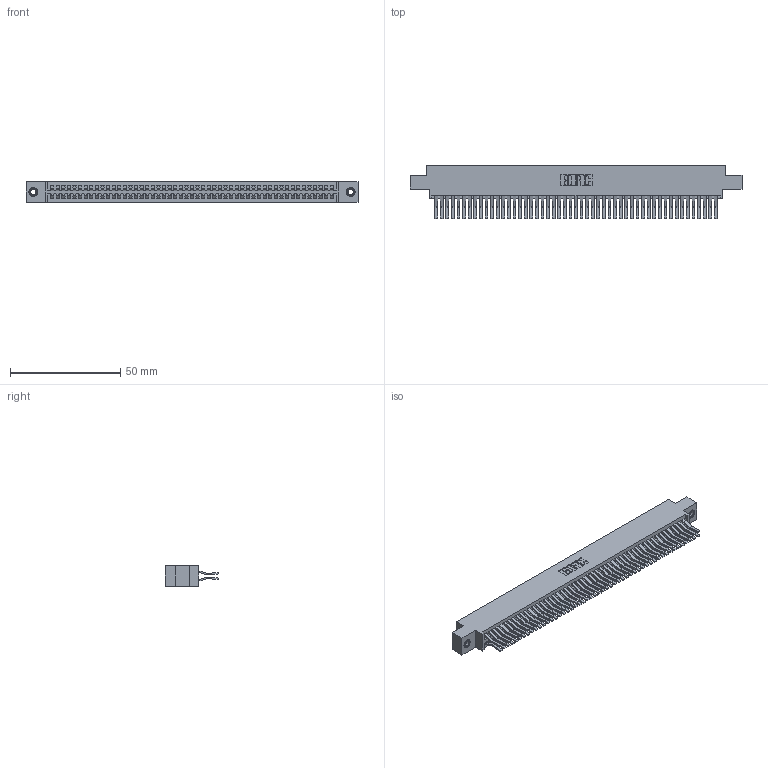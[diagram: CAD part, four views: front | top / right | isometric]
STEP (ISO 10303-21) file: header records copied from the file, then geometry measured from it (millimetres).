
FILE_DESCRIPTION (( 'STEP AP203' ), '1' );
FILE_NAME ('345-102-560-807.STEP', '2019-11-03T09:53:41', ( '' ), ( '' ), 'SwSTEP 2.0', 'SolidWorks 2016', '' );
FILE_SCHEMA (( 'CONFIG_CONTROL_DESIGN' ));
Length unit declared in the file: inch
Products named in the file (4): 345-250-001_345-250-005-103; 345 Part_0.170 Offset - 0.156 Dia-TI; 345-292-001_560 Tail; 345-102-560-807
Assembly tree (105 placements, depth 2):
  345-102-560-807
    345 Part_0.170 Offset - 0.156 Dia-TI
    345-292-001_560 Tail  x102
    345-250-001_345-250-005-103  x2
Bounding box: 150.75 x 24.45 x 9.4 mm (x, y, z)
Volume: 15269.1 mm3; surface area: 24635.5 mm2
Topology: 105 solids, 105 shells, 5494 faces, 16299 edges, 10722 vertices
Faces by surface type: plane 3482, cylinder 1996, cone 12, torus 4
Entity records: 40210 total; most frequent: CARTESIAN_POINT 6715, ORIENTED_EDGE 6642, DIRECTION 5939, EDGE_CURVE 3321, VECTOR 2961, LINE 2961, VERTEX_POINT 2208, AXIS2_PLACEMENT_3D 1489
